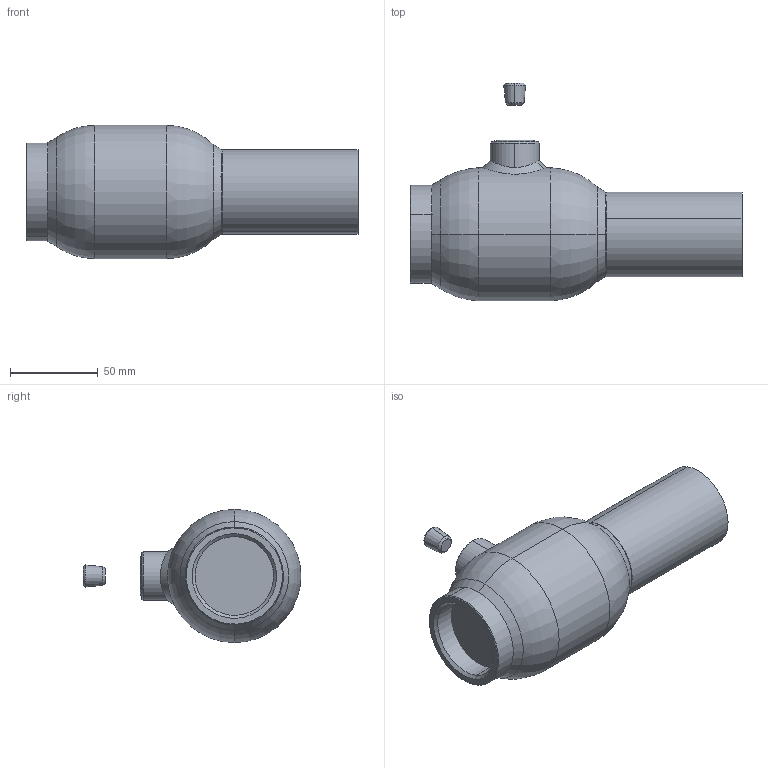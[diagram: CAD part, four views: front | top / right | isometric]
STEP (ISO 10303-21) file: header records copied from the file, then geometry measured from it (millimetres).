
FILE_DESCRIPTION (( 'STEP AP214' ), '1' );
FILE_NAME ('63101040.STEP', '2010-10-27T12:01:26', ( 'BROEN A/S' ), ( 'BROEN A/S' ), 'SwSTEP 2.0', 'SolidWorks 2009', '' );
FILE_SCHEMA (( 'AUTOMOTIVE_DESIGN' ));
Length unit declared in the file: millimetre
Products named in the file (1): 63101040
Bounding box: 189.61 x 124.45 x 76.1 mm (x, y, z)
Surface area: 64977.5 mm2 (no closed solid volume)
Topology: 0 solids, 9 shells, 68 faces, 160 edges, 96 vertices
Faces by surface type: cone 28, plane 18, cylinder 14, torus 4, bspline 2, sphere 2
Entity records: 4411 total; most frequent: CARTESIAN_POINT 2077, DIRECTION 362, ORIENTED_EDGE 278, EDGE_CURVE 158, AXIS2_PLACEMENT_3D 145, VERTEX_POINT 96, CIRCLE 78, EDGE_LOOP 73
